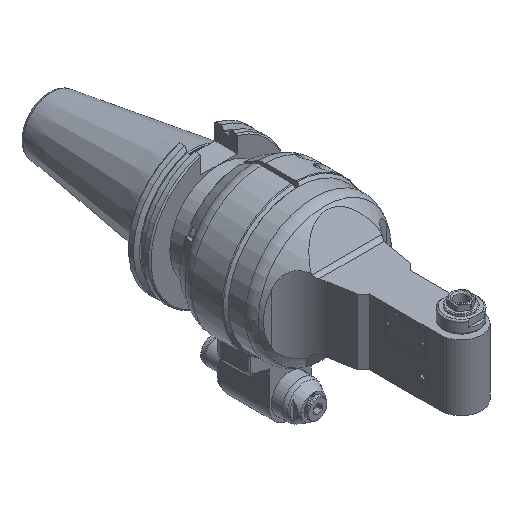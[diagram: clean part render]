
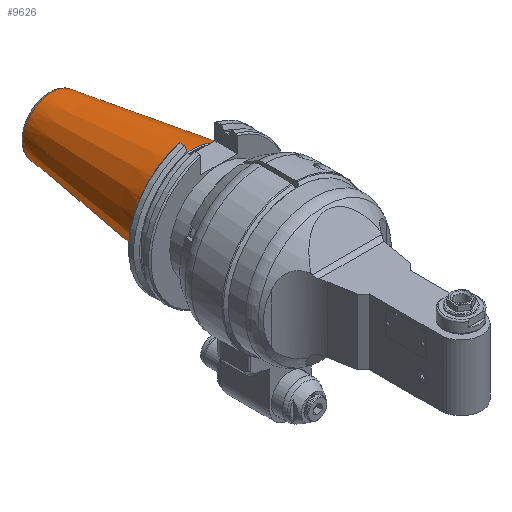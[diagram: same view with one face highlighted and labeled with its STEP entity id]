
A CAD part, isometric view. The second image highlights one B-rep face of the part: STEP entity #9626.
In plain terms, the highlighted conical face has half-angle 8.297 degrees and reference radius 27.673 mm.
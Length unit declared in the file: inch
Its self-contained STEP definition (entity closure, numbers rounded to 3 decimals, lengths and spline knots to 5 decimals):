
#190=CONICAL_SURFACE('',#10782,1.08947,0.145);
#1114=CIRCLE('',#10780,1.375);
#1115=CIRCLE('',#10781,1.375);
#1116=CIRCLE('',#10783,0.80395);
#1117=CIRCLE('',#10784,0.80395);
#1650=FACE_OUTER_BOUND('',#2310,.T.);
#2310=EDGE_LOOP('',(#8522,#8523,#8524,#8525,#8526,#8527));
#2996=LINE('',#18972,#3677);
#3677=VECTOR('',#13552,1.08947);
#4594=VERTEX_POINT('',#18965);
#4595=VERTEX_POINT('',#18966);
#4596=VERTEX_POINT('',#18971);
#4597=VERTEX_POINT('',#18973);
#5930=EDGE_CURVE('',#4594,#4595,#1114,.T.);
#5932=EDGE_CURVE('',#4595,#4594,#1115,.T.);
#5933=EDGE_CURVE('',#4594,#4596,#2996,.T.);
#5934=EDGE_CURVE('',#4597,#4596,#1116,.T.);
#5935=EDGE_CURVE('',#4596,#4597,#1117,.T.);
#8522=ORIENTED_EDGE('',*,*,#5930,.F.);
#8523=ORIENTED_EDGE('',*,*,#5933,.T.);
#8524=ORIENTED_EDGE('',*,*,#5934,.F.);
#8525=ORIENTED_EDGE('',*,*,#5935,.F.);
#8526=ORIENTED_EDGE('',*,*,#5933,.F.);
#8527=ORIENTED_EDGE('',*,*,#5932,.F.);
#9626=ADVANCED_FACE('',(#1650),#190,.T.);
#10780=AXIS2_PLACEMENT_3D('',#18967,#13545,#13546);
#10781=AXIS2_PLACEMENT_3D('',#18969,#13548,#13549);
#10782=AXIS2_PLACEMENT_3D('',#18970,#13550,#13551);
#10783=AXIS2_PLACEMENT_3D('',#18974,#13553,#13554);
#10784=AXIS2_PLACEMENT_3D('',#18975,#13555,#13556);
#13545=DIRECTION('center_axis',(0.,-1.,0.));
#13546=DIRECTION('ref_axis',(0.,0.,1.));
#13548=DIRECTION('center_axis',(0.,-1.,0.));
#13549=DIRECTION('ref_axis',(0.,0.,1.));
#13550=DIRECTION('center_axis',(0.,-1.,0.));
#13551=DIRECTION('ref_axis',(0.,0.,1.));
#13552=DIRECTION('',(0.,0.99,0.144));
#13553=DIRECTION('center_axis',(0.,1.,0.));
#13554=DIRECTION('ref_axis',(0.,0.,1.));
#13555=DIRECTION('center_axis',(0.,1.,0.));
#13556=DIRECTION('ref_axis',(0.,0.,1.));
#18965=CARTESIAN_POINT('',(0.,2.93307,-1.375));
#18966=CARTESIAN_POINT('',(0.,2.93307,1.375));
#18967=CARTESIAN_POINT('Origin',(0.,2.93307,0.));
#18969=CARTESIAN_POINT('Origin',(0.,2.93307,0.));
#18970=CARTESIAN_POINT('Origin',(0.,4.89096,0.));
#18971=CARTESIAN_POINT('',(0.,6.84885,-0.80395));
#18972=CARTESIAN_POINT('',(0.,4.89096,-1.08947));
#18973=CARTESIAN_POINT('',(-0.80395,6.84885,0.));
#18974=CARTESIAN_POINT('Origin',(0.,6.84885,0.));
#18975=CARTESIAN_POINT('Origin',(0.,6.84885,0.));
